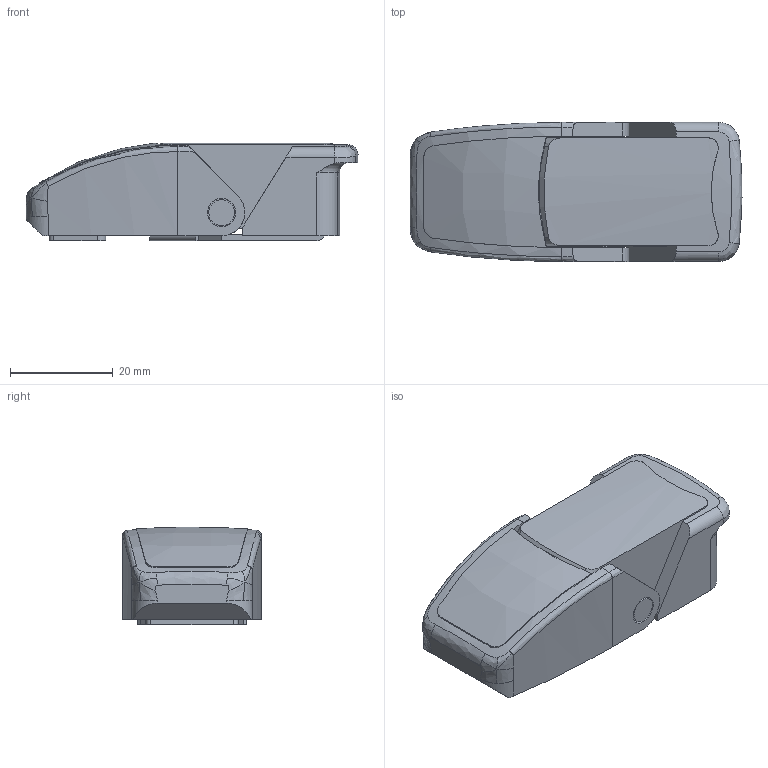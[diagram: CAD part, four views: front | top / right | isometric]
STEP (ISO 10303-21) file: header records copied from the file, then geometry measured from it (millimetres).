
FILE_DESCRIPTION(/* description */ (''),/* implementation_level */ '2;1');
FILE_NAME(/* name */ 'C-C1.stp',/* time_stamp */ '2023-07-11T09:12:25+09:00',/* author */ ('user'),/* organization */ (''),/* preprocessor_version */ 'ST-DEVELOPER v15.6',/* originating_system */ 'Autodesk Inventor 2015',/* authorisation */ '');
FILE_SCHEMA (('AUTOMOTIVE_DESIGN { 1 0 10303 214 3 1 1 }'));
Length unit declared in the file: millimetre
Products named in the file (7): 고정판_소; 걸림쇠_소; 캐치_소; 핀_몸통+고정판_소; 핀_몸통+걸림쇠_소; 손잡이_소1; C-C1
Bounding box: 64.49 x 27 x 19 mm (x, y, z)
Volume: 14820.9 mm3; surface area: 13036.6 mm2
Topology: 6 solids, 6 shells, 257 faces, 661 edges, 416 vertices
Faces by surface type: plane 115, cylinder 88, bspline 33, cone 9, sphere 6, torus 6
Full cylindrical faces by diameter (mm): 3 x2, 3.1 x8, 3.2 x2, 3.6 x4, 5 x4, 5.5 x4
Entity records: 9408 total; most frequent: CARTESIAN_POINT 3174, ORIENTED_EDGE 1250, DIRECTION 1225, EDGE_CURVE 625, AXIS2_PLACEMENT_3D 447, VERTEX_POINT 416, LINE 331, VECTOR 331
